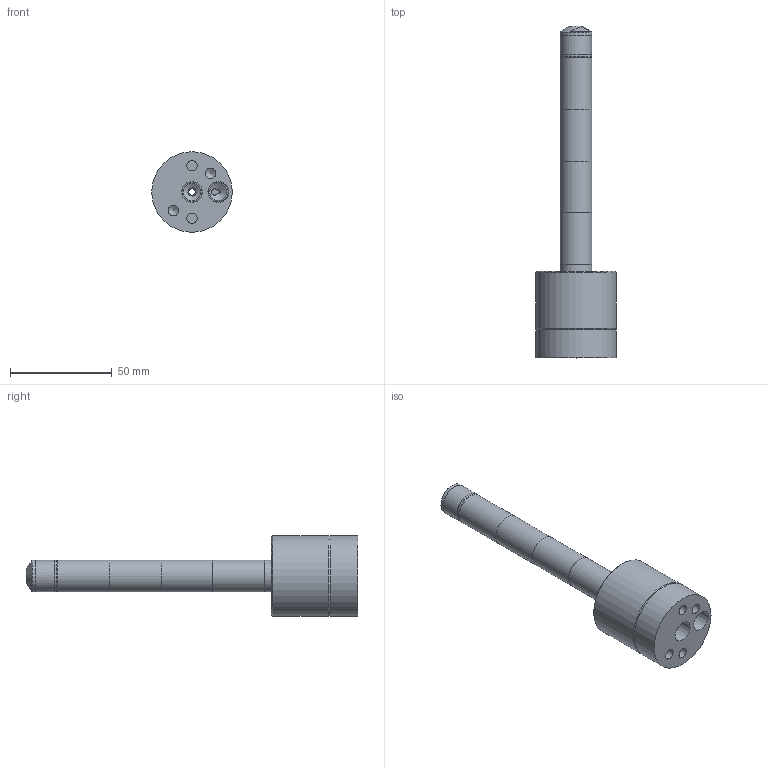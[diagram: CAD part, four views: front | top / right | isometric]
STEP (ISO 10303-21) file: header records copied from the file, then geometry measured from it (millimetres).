
FILE_DESCRIPTION (( 'STEP AP214' ), '1' );
FILE_NAME ('CTSC-001589.STEP', '2026-03-05T17:47:31', ( '' ), ( '' ), 'SwSTEP 2.0', 'SolidWorks 2023', '' );
FILE_SCHEMA (( 'AUTOMOTIVE_DESIGN' ));
Length unit declared in the file: millimetre
Products named in the file (1): CTSC-001589
Bounding box: 39.62 x 163.5 x 39.62 mm (x, y, z)
Volume: 71424.5 mm3; surface area: 24800.7 mm2
Topology: 9 solids, 9 shells, 83 faces, 148 edges, 96 vertices
Faces by surface type: plane 37, cylinder 31, cone 12, torus 3
Full cylindrical faces by diameter (mm): 3.175 x1, 3.969 x1, 5.105 x2, 5.16 x2, 5.41 x1, 6.35 x1, 7.722 x1, 7.874 x1, 7.988 x6, 8.433 x2, 9.08 x1, 9.652 x1, 15.697 x5, 15.748 x3, 39.624 x2
Entity records: 2563 total; most frequent: CARTESIAN_POINT 370, DIRECTION 338, ORIENTED_EDGE 194, AXIS2_PLACEMENT_3D 164, EDGE_LOOP 157, FACE_OUTER_BOUND 114, EDGE_CURVE 97, VERTEX_POINT 88
